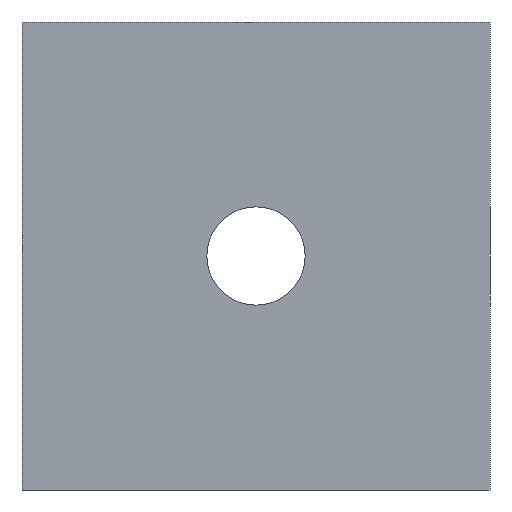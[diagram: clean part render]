
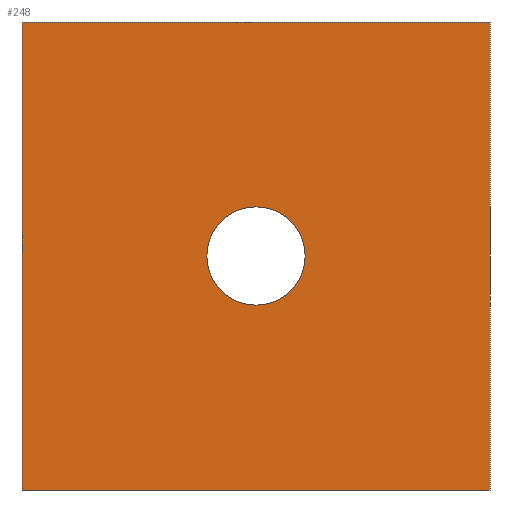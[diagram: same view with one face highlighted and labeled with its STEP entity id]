
A CAD part, left-side view. The second image highlights one B-rep face of the part: STEP entity #248.
In plain terms, the highlighted planar face has unit normal (-1, 0, 0).
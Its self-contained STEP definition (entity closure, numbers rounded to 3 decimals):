
#15=FACE_BOUND('',#49,.T.);
#22=PLANE('',#292);
#36=FACE_OUTER_BOUND('',#48,.T.);
#48=EDGE_LOOP('',(#211,#212,#213,#214));
#49=EDGE_LOOP('',(#215,#216));
#67=LINE('',#418,#89);
#74=LINE('',#430,#96);
#75=LINE('',#432,#97);
#76=LINE('',#433,#98);
#89=VECTOR('',#345,1000.);
#96=VECTOR('',#354,1000.);
#97=VECTOR('',#357,1000.);
#98=VECTOR('',#358,1000.);
#109=CIRCLE('',#284,4.2);
#110=CIRCLE('',#285,4.2);
#121=VERTEX_POINT('',#391);
#122=VERTEX_POINT('',#393);
#131=VERTEX_POINT('',#415);
#132=VERTEX_POINT('',#417);
#134=VERTEX_POINT('',#423);
#136=VERTEX_POINT('',#428);
#148=EDGE_CURVE('',#122,#121,#109,.T.);
#149=EDGE_CURVE('',#121,#122,#110,.T.);
#159=EDGE_CURVE('',#131,#132,#67,.T.);
#166=EDGE_CURVE('',#134,#136,#74,.T.);
#167=EDGE_CURVE('',#132,#136,#75,.T.);
#168=EDGE_CURVE('',#131,#134,#76,.T.);
#211=ORIENTED_EDGE('',*,*,#166,.T.);
#212=ORIENTED_EDGE('',*,*,#167,.F.);
#213=ORIENTED_EDGE('',*,*,#159,.F.);
#214=ORIENTED_EDGE('',*,*,#168,.T.);
#215=ORIENTED_EDGE('',*,*,#148,.T.);
#216=ORIENTED_EDGE('',*,*,#149,.T.);
#248=ADVANCED_FACE('',(#36,#15),#22,.F.);
#284=AXIS2_PLACEMENT_3D('',#394,#324,#325);
#285=AXIS2_PLACEMENT_3D('',#395,#326,#327);
#292=AXIS2_PLACEMENT_3D('',#431,#355,#356);
#324=DIRECTION('center_axis',(1.,0.,0.));
#325=DIRECTION('ref_axis',(0.,0.,-1.));
#326=DIRECTION('center_axis',(1.,0.,0.));
#327=DIRECTION('ref_axis',(0.,0.,-1.));
#345=DIRECTION('',(0.,-1.,0.));
#354=DIRECTION('',(0.,-1.,0.));
#355=DIRECTION('center_axis',(1.,0.,0.));
#356=DIRECTION('ref_axis',(0.,1.,0.));
#357=DIRECTION('',(0.,0.,-1.));
#358=DIRECTION('',(0.,0.,-1.));
#391=CARTESIAN_POINT('',(0.,20.,24.2));
#393=CARTESIAN_POINT('',(0.,20.,15.8));
#394=CARTESIAN_POINT('Origin',(0.,20.,20.));
#395=CARTESIAN_POINT('Origin',(0.,20.,20.));
#415=CARTESIAN_POINT('',(0.,40.,40.));
#417=CARTESIAN_POINT('',(0.,0.,40.));
#418=CARTESIAN_POINT('',(0.,0.,40.));
#423=CARTESIAN_POINT('',(0.,40.,0.));
#428=CARTESIAN_POINT('',(0.,0.,0.));
#430=CARTESIAN_POINT('',(0.,0.,0.));
#431=CARTESIAN_POINT('Origin',(0.,0.,40.));
#432=CARTESIAN_POINT('',(0.,0.,40.));
#433=CARTESIAN_POINT('',(0.,40.,40.));
